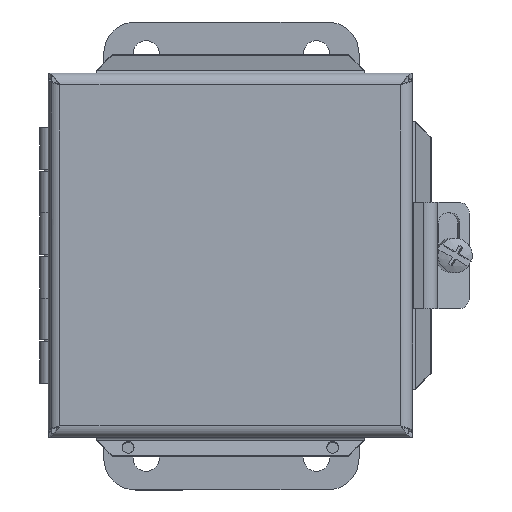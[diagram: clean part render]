
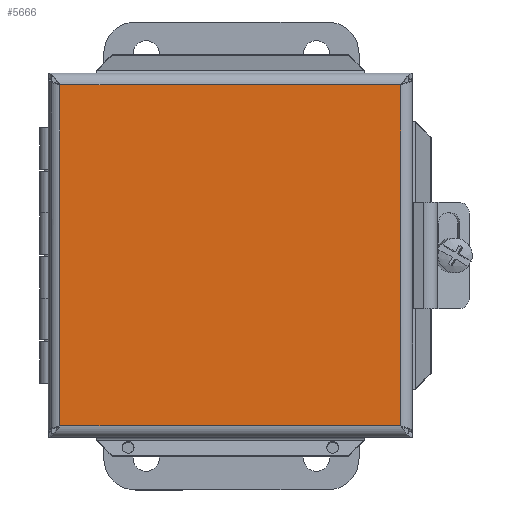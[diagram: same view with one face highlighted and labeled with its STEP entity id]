
A CAD part, top view. The second image highlights one B-rep face of the part: STEP entity #5666.
In plain terms, the highlighted planar face has unit normal (0, 0, 1).
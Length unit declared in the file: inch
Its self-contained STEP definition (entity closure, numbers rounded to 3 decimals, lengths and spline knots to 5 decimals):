
#451=PLANE('',#6290);
#765=FACE_OUTER_BOUND('',#1106,.T.);
#1106=EDGE_LOOP('',(#5038,#5039,#5040,#5041));
#1522=LINE('',#9563,#2081);
#1562=LINE('',#9831,#2121);
#1665=LINE('',#10231,#2224);
#1666=LINE('',#10233,#2225);
#2081=VECTOR('',#7346,0.3937);
#2121=VECTOR('',#7410,0.3937);
#2224=VECTOR('',#7681,0.3937);
#2225=VECTOR('',#7684,0.3937);
#2652=VERTEX_POINT('',#9284);
#2683=VERTEX_POINT('',#9432);
#2711=VERTEX_POINT('',#9562);
#2731=VERTEX_POINT('',#9744);
#3364=EDGE_CURVE('',#2711,#2683,#1522,.T.);
#3415=EDGE_CURVE('',#2652,#2731,#1562,.T.);
#3548=EDGE_CURVE('',#2683,#2652,#1665,.T.);
#3549=EDGE_CURVE('',#2731,#2711,#1666,.T.);
#5038=ORIENTED_EDGE('',*,*,#3548,.T.);
#5039=ORIENTED_EDGE('',*,*,#3415,.T.);
#5040=ORIENTED_EDGE('',*,*,#3549,.T.);
#5041=ORIENTED_EDGE('',*,*,#3364,.T.);
#5666=ADVANCED_FACE('',(#765),#451,.T.);
#6290=AXIS2_PLACEMENT_3D('',#10234,#7685,#7686);
#7346=DIRECTION('',(0.,-1.,0.));
#7410=DIRECTION('',(0.,1.,0.));
#7681=DIRECTION('',(1.,0.,0.));
#7684=DIRECTION('',(-1.,0.,0.));
#7685=DIRECTION('center_axis',(0.,0.,1.));
#7686=DIRECTION('ref_axis',(1.,0.,0.));
#9284=CARTESIAN_POINT('',(2.0035,-2.0035,0.059));
#9432=CARTESIAN_POINT('',(-2.0035,-2.0035,0.059));
#9562=CARTESIAN_POINT('',(-2.0035,2.0035,0.059));
#9563=CARTESIAN_POINT('',(-2.0035,1.00175,0.059));
#9744=CARTESIAN_POINT('',(2.0035,2.0035,0.059));
#9831=CARTESIAN_POINT('',(2.0035,-1.00175,0.059));
#10231=CARTESIAN_POINT('',(-1.00175,-2.0035,0.059));
#10233=CARTESIAN_POINT('',(1.00175,2.0035,0.059));
#10234=CARTESIAN_POINT('Origin',(0.,0.,0.059));
